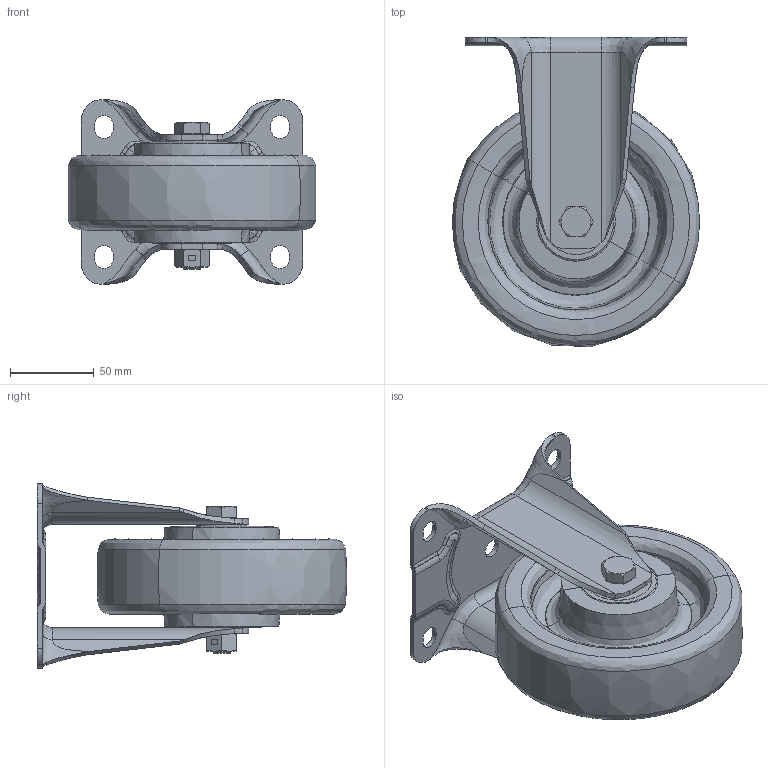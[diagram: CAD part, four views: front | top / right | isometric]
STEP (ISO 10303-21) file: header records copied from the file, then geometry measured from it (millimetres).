
FILE_DESCRIPTION (( 'STEP AP214' ), '1' );
FILE_NAME ('0056037.step', '2023-11-17T09:10:42', ( '' ), ( '' ), 'SwSTEP 2.0', 'SolidWorks 2020', '' );
FILE_SCHEMA (( 'AUTOMOTIVE_DESIGN' ));
Length unit declared in the file: millimetre
Products named in the file (1): 0056037
Bounding box: 147.56 x 184.37 x 110 mm (x, y, z)
Volume: 734439.6 mm3; surface area: 230818.6 mm2
Topology: 18 solids, 18 shells, 636 faces, 1540 edges, 946 vertices
Faces by surface type: bspline 238, plane 168, cylinder 140, cone 52, torus 38
Entity records: 40157 total; most frequent: CARTESIAN_POINT 19595, ORIENTED_EDGE 3080, DIRECTION 2424, EDGE_CURVE 1540, AXIS2_PLACEMENT_3D 971, VERTEX_POINT 946, EDGE_LOOP 688, UNCERTAINTY_MEASURE_WITH_UNIT 656
